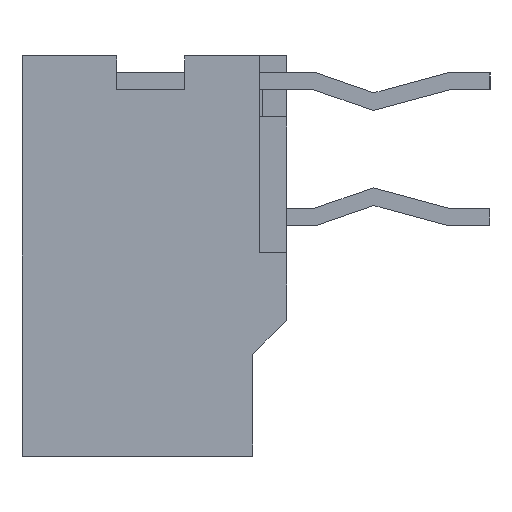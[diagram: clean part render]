
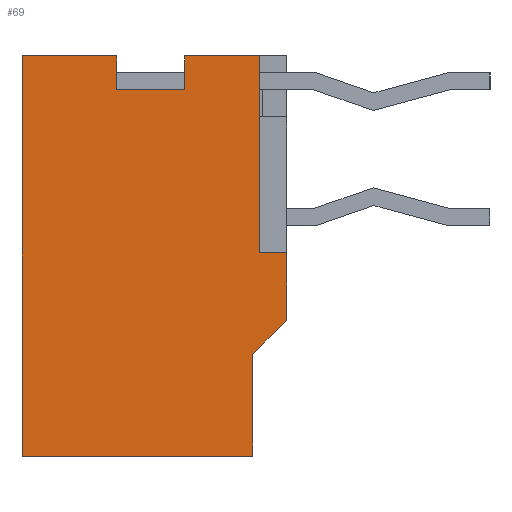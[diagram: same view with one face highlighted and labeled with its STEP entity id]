
A CAD part, left-side view. The second image highlights one B-rep face of the part: STEP entity #69.
In plain terms, the highlighted planar face has unit normal (-1, 0, 0).
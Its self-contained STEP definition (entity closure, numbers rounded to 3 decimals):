
#69=ADVANCED_FACE('263623',(#550),#551,.T.);
#550=FACE_OUTER_BOUND('',#1463,.T.);
#551=PLANE('',#1464);
#1463=EDGE_LOOP('',(#2705,#2706,#2707,#2708,#2709,#2710,#2711,#2712,#2713,#2714,#2715,#2716));
#1464=AXIS2_PLACEMENT_3D('',#2717,#2718,#2719);
#2705=ORIENTED_EDGE('',*,*,#6270,.F.);
#2706=ORIENTED_EDGE('',*,*,#6176,.F.);
#2707=ORIENTED_EDGE('',*,*,#6271,.F.);
#2708=ORIENTED_EDGE('',*,*,#6272,.F.);
#2709=ORIENTED_EDGE('',*,*,#6241,.T.);
#2710=ORIENTED_EDGE('',*,*,#6248,.T.);
#2711=ORIENTED_EDGE('',*,*,#6255,.F.);
#2712=ORIENTED_EDGE('',*,*,#6258,.T.);
#2713=ORIENTED_EDGE('',*,*,#6013,.F.);
#2714=ORIENTED_EDGE('',*,*,#6273,.F.);
#2715=ORIENTED_EDGE('',*,*,#6274,.F.);
#2716=ORIENTED_EDGE('',*,*,#6275,.F.);
#2717=CARTESIAN_POINT('',(-17.3,0.0,0.0));
#2718=DIRECTION('',(-1.0,0.0,0.0));
#2719=DIRECTION('',(0.0,0.0,1.0));
#6013=EDGE_CURVE('265164',#7211,#7213,#7214,.T.);
#6176=EDGE_CURVE('265203',#7527,#7529,#7530,.T.);
#6241=EDGE_CURVE('265202',#7637,#7638,#7639,.T.);
#6248=EDGE_CURVE('265201',#7638,#7650,#7651,.T.);
#6255=EDGE_CURVE('265200',#7663,#7650,#7664,.T.);
#6258=EDGE_CURVE('265199',#7663,#7213,#7668,.T.);
#6270=EDGE_CURVE('265204',#7529,#7684,#7685,.T.);
#6271=EDGE_CURVE('265194',#7686,#7527,#7687,.T.);
#6272=EDGE_CURVE('265178',#7637,#7686,#7688,.T.);
#6273=EDGE_CURVE('265198',#7689,#7211,#7690,.T.);
#6274=EDGE_CURVE('265197',#7691,#7689,#7692,.T.);
#6275=EDGE_CURVE('265180',#7684,#7691,#7693,.T.);
#7211=VERTEX_POINT('',#9193);
#7213=VERTEX_POINT('',#9196);
#7214=LINE('',#9197,#9198);
#7527=VERTEX_POINT('',#9672);
#7529=VERTEX_POINT('',#9675);
#7530=LINE('',#9676,#9677);
#7637=VERTEX_POINT('',#9848);
#7638=VERTEX_POINT('',#9849);
#7639=LINE('',#9850,#9851);
#7650=VERTEX_POINT('',#9868);
#7651=LINE('',#9869,#9870);
#7663=VERTEX_POINT('',#9888);
#7664=LINE('',#9889,#9890);
#7668=LINE('',#9896,#9897);
#7684=VERTEX_POINT('',#9924);
#7685=LINE('',#9925,#9926);
#7686=VERTEX_POINT('',#9927);
#7687=LINE('',#9928,#9929);
#7688=LINE('',#9930,#9931);
#7689=VERTEX_POINT('',#9932);
#7690=LINE('',#9933,#9934);
#7691=VERTEX_POINT('',#9935);
#7692=LINE('',#9936,#9937);
#7693=LINE('',#9938,#9939);
#9193=CARTESIAN_POINT('',(-17.3,-1.95,0.05));
#9196=CARTESIAN_POINT('',(-17.3,-1.95,-0.95));
#9197=CARTESIAN_POINT('',(-17.3,-1.95,0.05));
#9198=VECTOR('',#12369,1.0);
#9672=CARTESIAN_POINT('',(-17.3,0.55,2.45));
#9675=CARTESIAN_POINT('',(-17.3,-0.45,2.45));
#9676=CARTESIAN_POINT('',(-17.3,0.55,2.45));
#9677=VECTOR('',#12532,1.0);
#9848=CARTESIAN_POINT('',(-17.3,1.95,2.95));
#9849=CARTESIAN_POINT('',(-17.3,1.95,-2.95));
#9850=CARTESIAN_POINT('',(-17.3,1.95,2.95));
#9851=VECTOR('',#12597,5.9);
#9868=CARTESIAN_POINT('',(-17.3,-1.45,-2.95));
#9869=CARTESIAN_POINT('',(-17.3,1.95,-2.95));
#9870=VECTOR('',#12604,3.4);
#9888=CARTESIAN_POINT('',(-17.3,-1.45,-1.45));
#9889=CARTESIAN_POINT('',(-17.3,-1.45,-1.45));
#9890=VECTOR('',#12611,1.5);
#9896=CARTESIAN_POINT('',(-17.3,-1.45,-1.45));
#9897=VECTOR('',#12614,0.707);
#9924=CARTESIAN_POINT('',(-17.3,-0.45,2.95));
#9925=CARTESIAN_POINT('',(-17.3,-0.45,2.45));
#9926=VECTOR('',#12626,0.5);
#9927=CARTESIAN_POINT('',(-17.3,0.55,2.95));
#9928=CARTESIAN_POINT('',(-17.3,0.55,2.95));
#9929=VECTOR('',#12627,0.5);
#9930=CARTESIAN_POINT('',(-17.3,1.95,2.95));
#9931=VECTOR('',#12628,1.4);
#9932=CARTESIAN_POINT('',(-17.3,-1.55,0.05));
#9933=CARTESIAN_POINT('',(-17.3,-1.55,0.05));
#9934=VECTOR('',#12629,0.4);
#9935=CARTESIAN_POINT('',(-17.3,-1.55,2.95));
#9936=CARTESIAN_POINT('',(-17.3,-1.55,2.95));
#9937=VECTOR('',#12630,2.9);
#9938=CARTESIAN_POINT('',(-17.3,-0.45,2.95));
#9939=VECTOR('',#12631,1.1);
#12369=DIRECTION('',(0.0,0.,-1.0));
#12532=DIRECTION('',(0.0,-1.0,0.0));
#12597=DIRECTION('',(0.0,0.0,-1.0));
#12604=DIRECTION('',(0.0,-1.0,0.0));
#12611=DIRECTION('',(0.0,0.,-1.0));
#12614=DIRECTION('',(0.0,-0.707,0.707));
#12626=DIRECTION('',(0.0,0.0,1.0));
#12627=DIRECTION('',(0.0,0.0,-1.0));
#12628=DIRECTION('',(0.0,-1.0,0.));
#12629=DIRECTION('',(0.0,-1.0,0.0));
#12630=DIRECTION('',(0.0,0.,-1.0));
#12631=DIRECTION('',(0.0,-1.0,0.));
